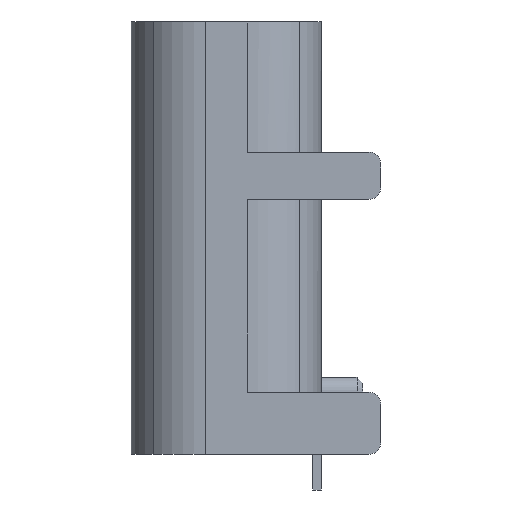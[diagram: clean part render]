
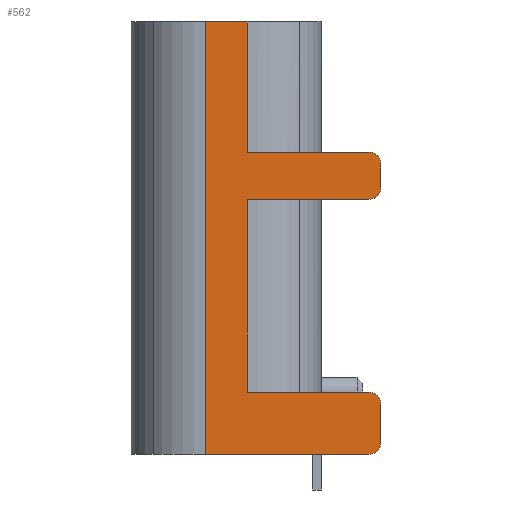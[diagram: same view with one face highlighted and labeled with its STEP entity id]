
A CAD part, left-side view. The second image highlights one B-rep face of the part: STEP entity #562.
In plain terms, the highlighted planar face has unit normal (-1, 0, 0).
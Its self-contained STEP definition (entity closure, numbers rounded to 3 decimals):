
#4 = VECTOR ( 'NONE', #1924, 1000. ) ;
#8 = AXIS2_PLACEMENT_3D ( 'NONE', #4844, #3318, #6282 ) ;
#9 = AXIS2_PLACEMENT_3D ( 'NONE', #151, #1714, #5265 ) ;
#89 = CIRCLE ( 'NONE', #1265, 0.2 ) ;
#105 = AXIS2_PLACEMENT_3D ( 'NONE', #2700, #1130, #6064 ) ;
#151 = CARTESIAN_POINT ( 'NONE',  ( 0., -0.8, -7.1 ) ) ;
#162 = EDGE_CURVE ( 'NONE', #2640, #3981, #6088, .T. ) ;
#212 = AXIS2_PLACEMENT_3D ( 'NONE', #394, #1900, #6519 ) ;
#272 = VERTEX_POINT ( 'NONE', #4450 ) ;
#309 = ORIENTED_EDGE ( 'NONE', *, *, #2147, .F. ) ;
#311 = DIRECTION ( 'NONE',  ( 0., -0.707, -0.707 ) ) ;
#327 = LINE ( 'NONE', #5442, #4 ) ;
#394 = CARTESIAN_POINT ( 'NONE',  ( 0., 0., 0. ) ) ;
#420 = CARTESIAN_POINT ( 'NONE',  ( 0., -0.8, -6.45 ) ) ;
#547 = LINE ( 'NONE', #5136, #6363 ) ;
#562 = ADVANCED_FACE ( 'NONE', ( #5905 ), #1368, .T. ) ;
#624 = CARTESIAN_POINT ( 'NONE',  ( 0., -0.941, -6.309 ) ) ;
#646 = VERTEX_POINT ( 'NONE', #624 ) ;
#689 = EDGE_CURVE ( 'NONE', #1759, #1722, #4355, .T. ) ;
#700 = DIRECTION ( 'NONE',  ( 0., -1., 0. ) ) ;
#770 = EDGE_CURVE ( 'NONE', #3706, #2944, #327, .T. ) ;
#815 = DIRECTION ( 'NONE',  ( 1., 0., 0. ) ) ;
#842 = EDGE_CURVE ( 'NONE', #272, #646, #4682, .T. ) ;
#922 = EDGE_CURVE ( 'NONE', #5731, #953, #547, .T. ) ;
#941 = ORIENTED_EDGE ( 'NONE', *, *, #1453, .F. ) ;
#943 = DIRECTION ( 'NONE',  ( 0., -0.707, 0.707 ) ) ;
#953 = VERTEX_POINT ( 'NONE', #2042 ) ;
#972 = EDGE_CURVE ( 'NONE', #1352, #4353, #2879, .T. ) ;
#1011 = ORIENTED_EDGE ( 'NONE', *, *, #5586, .F. ) ;
#1024 = CARTESIAN_POINT ( 'NONE',  ( 0., 0., -7.3 ) ) ;
#1129 = EDGE_CURVE ( 'NONE', #2784, #3706, #3438, .T. ) ;
#1130 = DIRECTION ( 'NONE',  ( 1., 0., 0. ) ) ;
#1161 = CARTESIAN_POINT ( 'NONE',  ( 0., -1., -2.395 ) ) ;
#1262 = ORIENTED_EDGE ( 'NONE', *, *, #842, .F. ) ;
#1265 = AXIS2_PLACEMENT_3D ( 'NONE', #5707, #5146, #943 ) ;
#1304 = VECTOR ( 'NONE', #1675, 1000. ) ;
#1352 = VERTEX_POINT ( 'NONE', #6171 ) ;
#1368 = PLANE ( 'NONE',  #212 ) ;
#1407 = CARTESIAN_POINT ( 'NONE',  ( 0., 1.955, 0. ) ) ;
#1428 = ORIENTED_EDGE ( 'NONE', *, *, #922, .F. ) ;
#1453 = EDGE_CURVE ( 'NONE', #2640, #2784, #6205, .T. ) ;
#1486 = DIRECTION ( 'NONE',  ( 0., 1., 0. ) ) ;
#1612 = EDGE_CURVE ( 'NONE', #5141, #2407, #6369, .T. ) ;
#1660 = EDGE_CURVE ( 'NONE', #5947, #1352, #4239, .T. ) ;
#1675 = DIRECTION ( 'NONE',  ( 0., 0., 1. ) ) ;
#1714 = DIRECTION ( 'NONE',  ( 1., 0., 0. ) ) ;
#1722 = VERTEX_POINT ( 'NONE', #2287 ) ;
#1759 = VERTEX_POINT ( 'NONE', #1926 ) ;
#1813 = ORIENTED_EDGE ( 'NONE', *, *, #5626, .F. ) ;
#1814 = AXIS2_PLACEMENT_3D ( 'NONE', #420, #4447, #4517 ) ;
#1833 = AXIS2_PLACEMENT_3D ( 'NONE', #2088, #4103, #5676 ) ;
#1900 = DIRECTION ( 'NONE',  ( -1., 0., 0. ) ) ;
#1924 = DIRECTION ( 'NONE',  ( 0., 0., -1. ) ) ;
#1926 = CARTESIAN_POINT ( 'NONE',  ( 0., -1., -2.795 ) ) ;
#1980 = EDGE_CURVE ( 'NONE', #2407, #5033, #5750, .T. ) ;
#1981 = EDGE_CURVE ( 'NONE', #5033, #1759, #5345, .T. ) ;
#2008 = DIRECTION ( 'NONE',  ( 0., -1., 0. ) ) ;
#2042 = CARTESIAN_POINT ( 'NONE',  ( 0., 1.255, -6.25 ) ) ;
#2068 = EDGE_CURVE ( 'NONE', #5581, #5731, #3869, .T. ) ;
#2088 = CARTESIAN_POINT ( 'NONE',  ( 0., -0.8, -2.395 ) ) ;
#2147 = EDGE_CURVE ( 'NONE', #953, #272, #3533, .T. ) ;
#2226 = VECTOR ( 'NONE', #4165, 1000. ) ;
#2253 = CARTESIAN_POINT ( 'NONE',  ( 0., -1., -7.3 ) ) ;
#2287 = CARTESIAN_POINT ( 'NONE',  ( 0., -0.941, -2.936 ) ) ;
#2322 = VECTOR ( 'NONE', #700, 1000. ) ;
#2371 = CARTESIAN_POINT ( 'NONE',  ( 0., -0.8, -2.795 ) ) ;
#2407 = VERTEX_POINT ( 'NONE', #3395 ) ;
#2627 = LINE ( 'NONE', #5872, #2322 ) ;
#2640 = VERTEX_POINT ( 'NONE', #4696 ) ;
#2700 = CARTESIAN_POINT ( 'NONE',  ( 0., -0.8, -2.795 ) ) ;
#2743 = CIRCLE ( 'NONE', #5072, 0.2 ) ;
#2744 = ORIENTED_EDGE ( 'NONE', *, *, #689, .F. ) ;
#2784 = VERTEX_POINT ( 'NONE', #1407 ) ;
#2842 = ORIENTED_EDGE ( 'NONE', *, *, #5397, .F. ) ;
#2873 = DIRECTION ( 'NONE',  ( 0., -1., 0. ) ) ;
#2879 = CIRCLE ( 'NONE', #9, 0.2 ) ;
#2893 = VECTOR ( 'NONE', #6245, 1000. ) ;
#2904 = CIRCLE ( 'NONE', #4388, 0.2 ) ;
#2940 = CARTESIAN_POINT ( 'NONE',  ( 0., 3.21, 0. ) ) ;
#2944 = VERTEX_POINT ( 'NONE', #5764 ) ;
#3286 = ORIENTED_EDGE ( 'NONE', *, *, #1981, .F. ) ;
#3318 = DIRECTION ( 'NONE',  ( 1., 0., 0. ) ) ;
#3345 = ORIENTED_EDGE ( 'NONE', *, *, #162, .T. ) ;
#3395 = CARTESIAN_POINT ( 'NONE',  ( 0., -0.941, -2.254 ) ) ;
#3409 = ORIENTED_EDGE ( 'NONE', *, *, #1129, .F. ) ;
#3438 = LINE ( 'NONE', #2940, #3839 ) ;
#3533 = LINE ( 'NONE', #5654, #3937 ) ;
#3634 = EDGE_CURVE ( 'NONE', #4353, #3981, #2904, .T. ) ;
#3706 = VERTEX_POINT ( 'NONE', #5549 ) ;
#3839 = VECTOR ( 'NONE', #2873, 1000. ) ;
#3869 = LINE ( 'NONE', #5030, #6258 ) ;
#3937 = VECTOR ( 'NONE', #2008, 1000. ) ;
#3981 = VERTEX_POINT ( 'NONE', #5817 ) ;
#4009 = EDGE_LOOP ( 'NONE', ( #6243, #5509, #1011, #1262, #309, #1428, #4113, #2842, #2744, #3286, #6308, #6300, #1813, #4890, #3409, #941, #3345, #5800 ) ) ;
#4103 = DIRECTION ( 'NONE',  ( 1., 0., 0. ) ) ;
#4113 = ORIENTED_EDGE ( 'NONE', *, *, #2068, .F. ) ;
#4165 = DIRECTION ( 'NONE',  ( 0., -1., 0. ) ) ;
#4239 = LINE ( 'NONE', #2253, #4904 ) ;
#4353 = VERTEX_POINT ( 'NONE', #4860 ) ;
#4355 = CIRCLE ( 'NONE', #105, 0.2 ) ;
#4388 = AXIS2_PLACEMENT_3D ( 'NONE', #5939, #5975, #5418 ) ;
#4447 = DIRECTION ( 'NONE',  ( 1., 0., 0. ) ) ;
#4450 = CARTESIAN_POINT ( 'NONE',  ( 0., -0.8, -6.25 ) ) ;
#4489 = CARTESIAN_POINT ( 'NONE',  ( 0., 1.255, -2.995 ) ) ;
#4517 = DIRECTION ( 'NONE',  ( 0., -0.707, 0.707 ) ) ;
#4547 = DIRECTION ( 'NONE',  ( 0., 0., -1. ) ) ;
#4682 = CIRCLE ( 'NONE', #1814, 0.2 ) ;
#4696 = CARTESIAN_POINT ( 'NONE',  ( 0., 1.955, -7.3 ) ) ;
#4844 = CARTESIAN_POINT ( 'NONE',  ( 0., -0.8, -2.395 ) ) ;
#4848 = CARTESIAN_POINT ( 'NONE',  ( 0., -1., -6.45 ) ) ;
#4860 = CARTESIAN_POINT ( 'NONE',  ( 0., -0.941, -7.241 ) ) ;
#4890 = ORIENTED_EDGE ( 'NONE', *, *, #770, .F. ) ;
#4904 = VECTOR ( 'NONE', #5835, 1000. ) ;
#5030 = CARTESIAN_POINT ( 'NONE',  ( 0., 0., -2.995 ) ) ;
#5033 = VERTEX_POINT ( 'NONE', #1161 ) ;
#5072 = AXIS2_PLACEMENT_3D ( 'NONE', #2371, #815, #311 ) ;
#5136 = CARTESIAN_POINT ( 'NONE',  ( 0., 1.255, 0. ) ) ;
#5141 = VERTEX_POINT ( 'NONE', #5246 ) ;
#5146 = DIRECTION ( 'NONE',  ( 1., 0., 0. ) ) ;
#5246 = CARTESIAN_POINT ( 'NONE',  ( 0., -0.8, -2.195 ) ) ;
#5265 = DIRECTION ( 'NONE',  ( 0., -0.707, -0.707 ) ) ;
#5345 = LINE ( 'NONE', #5376, #2893 ) ;
#5376 = CARTESIAN_POINT ( 'NONE',  ( 0., -1., -7.3 ) ) ;
#5397 = EDGE_CURVE ( 'NONE', #1722, #5581, #2743, .T. ) ;
#5418 = DIRECTION ( 'NONE',  ( 0., -0.707, -0.707 ) ) ;
#5442 = CARTESIAN_POINT ( 'NONE',  ( 0., 1.255, 0. ) ) ;
#5493 = CARTESIAN_POINT ( 'NONE',  ( 0., -0.8, -2.995 ) ) ;
#5509 = ORIENTED_EDGE ( 'NONE', *, *, #1660, .F. ) ;
#5549 = CARTESIAN_POINT ( 'NONE',  ( 0., 1.255, 0. ) ) ;
#5581 = VERTEX_POINT ( 'NONE', #5493 ) ;
#5586 = EDGE_CURVE ( 'NONE', #646, #5947, #89, .T. ) ;
#5626 = EDGE_CURVE ( 'NONE', #2944, #5141, #2627, .T. ) ;
#5654 = CARTESIAN_POINT ( 'NONE',  ( 0., 0., -6.25 ) ) ;
#5676 = DIRECTION ( 'NONE',  ( 0., -0.707, 0.707 ) ) ;
#5707 = CARTESIAN_POINT ( 'NONE',  ( 0., -0.8, -6.45 ) ) ;
#5731 = VERTEX_POINT ( 'NONE', #4489 ) ;
#5750 = CIRCLE ( 'NONE', #8, 0.2 ) ;
#5764 = CARTESIAN_POINT ( 'NONE',  ( 0., 1.255, -2.195 ) ) ;
#5800 = ORIENTED_EDGE ( 'NONE', *, *, #3634, .F. ) ;
#5817 = CARTESIAN_POINT ( 'NONE',  ( 0., -0.8, -7.3 ) ) ;
#5835 = DIRECTION ( 'NONE',  ( 0., 0., -1. ) ) ;
#5872 = CARTESIAN_POINT ( 'NONE',  ( 0., 0., -2.195 ) ) ;
#5905 = FACE_OUTER_BOUND ( 'NONE', #4009, .T. ) ;
#5939 = CARTESIAN_POINT ( 'NONE',  ( 0., -0.8, -7.1 ) ) ;
#5947 = VERTEX_POINT ( 'NONE', #4848 ) ;
#5975 = DIRECTION ( 'NONE',  ( 1., 0., 0. ) ) ;
#6064 = DIRECTION ( 'NONE',  ( 0., -0.707, -0.707 ) ) ;
#6088 = LINE ( 'NONE', #1024, #2226 ) ;
#6171 = CARTESIAN_POINT ( 'NONE',  ( 0., -1., -7.1 ) ) ;
#6205 = LINE ( 'NONE', #6301, #1304 ) ;
#6243 = ORIENTED_EDGE ( 'NONE', *, *, #972, .F. ) ;
#6245 = DIRECTION ( 'NONE',  ( 0., 0., -1. ) ) ;
#6258 = VECTOR ( 'NONE', #1486, 1000. ) ;
#6282 = DIRECTION ( 'NONE',  ( 0., -0.707, 0.707 ) ) ;
#6300 = ORIENTED_EDGE ( 'NONE', *, *, #1612, .F. ) ;
#6301 = CARTESIAN_POINT ( 'NONE',  ( 0., 1.955, 0. ) ) ;
#6308 = ORIENTED_EDGE ( 'NONE', *, *, #1980, .F. ) ;
#6363 = VECTOR ( 'NONE', #4547, 1000. ) ;
#6369 = CIRCLE ( 'NONE', #1833, 0.2 ) ;
#6519 = DIRECTION ( 'NONE',  ( 0., 0., 1. ) ) ;
